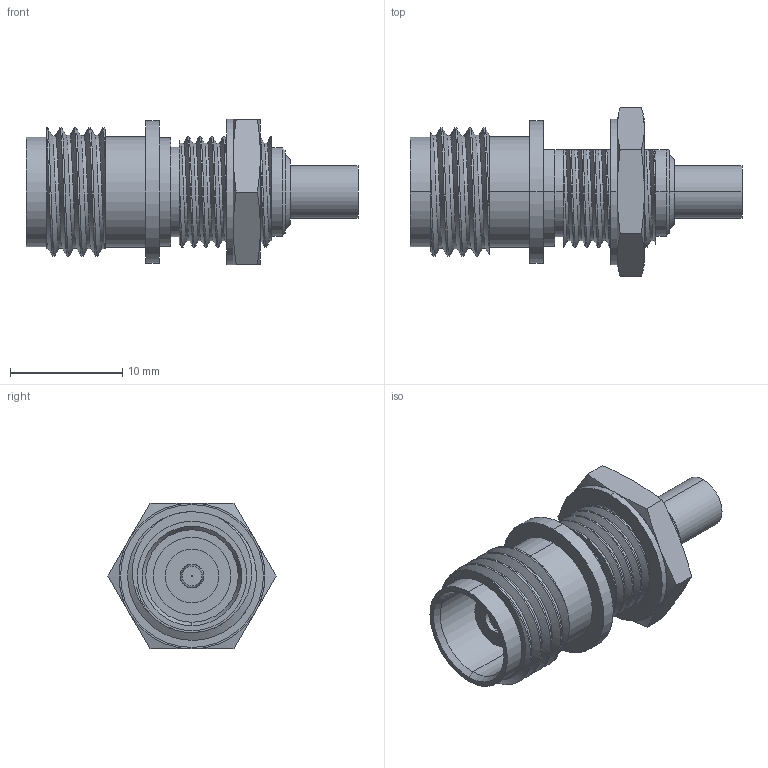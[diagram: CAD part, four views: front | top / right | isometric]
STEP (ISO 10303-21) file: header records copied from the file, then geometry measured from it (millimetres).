
FILE_DESCRIPTION (( 'STEP AP203' ), '1' );
FILE_NAME ('FMAD1309_3D.STEP', '2022-03-18T19:07:13', ( '' ), ( '' ), 'SwSTEP 2.0', 'SolidWorks 2021', '' );
FILE_SCHEMA (( 'CONFIG_CONTROL_DESIGN' ));
Length unit declared in the file: inch
Products named in the file (1): FMAD1309_3D
Bounding box: 29.53 x 14.96 x 12.99 mm (x, y, z)
Volume: 1601.6 mm3; surface area: 3341.9 mm2
Topology: 7 solids, 7 shells, 220 faces, 527 edges, 338 vertices
Faces by surface type: cylinder 105, cone 42, plane 41, bspline 30, torus 2
Entity records: 15427 total; most frequent: CARTESIAN_POINT 10610, ORIENTED_EDGE 1054, DIRECTION 923, EDGE_CURVE 527, AXIS2_PLACEMENT_3D 377, VERTEX_POINT 338, EDGE_LOOP 249, FACE_OUTER_BOUND 220
